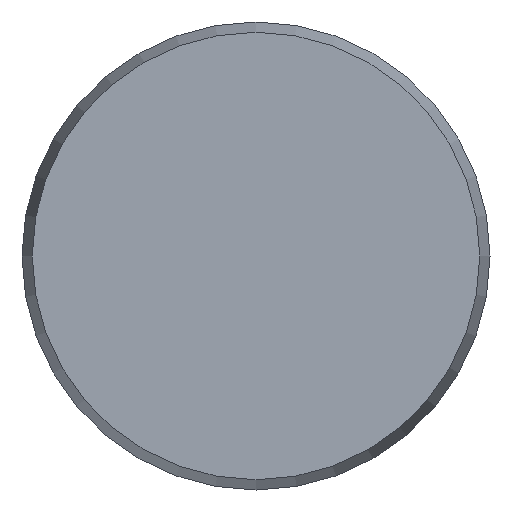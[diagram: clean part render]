
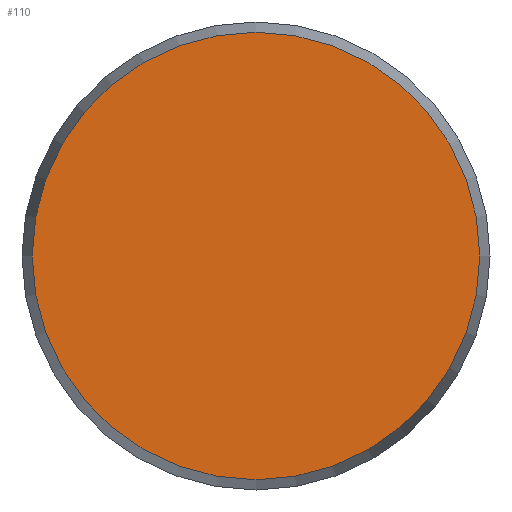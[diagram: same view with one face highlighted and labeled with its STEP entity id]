
A CAD part, front view. The second image highlights one B-rep face of the part: STEP entity #110.
In plain terms, the highlighted planar face has unit normal (0, -1, 0).
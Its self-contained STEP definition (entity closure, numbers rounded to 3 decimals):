
#110 = ADVANCED_FACE( '', ( #235 ), #236, .F. );
#235 = FACE_OUTER_BOUND( '', #376, .T. );
#236 = PLANE( '', #377 );
#376 = EDGE_LOOP( '', ( #646 ) );
#377 = AXIS2_PLACEMENT_3D( '', #647, #648, #649 );
#646 = ORIENTED_EDGE( '', *, *, #788, .T. );
#647 = CARTESIAN_POINT( '', ( 38.25, 0., 0. ) );
#648 = DIRECTION( '', ( 0., 1., 0. ) );
#649 = DIRECTION( '', ( 0., 0., 1. ) );
#788 = EDGE_CURVE( '', #910, #910, #911, .T. );
#910 = VERTEX_POINT( '', #1104 );
#911 = CIRCLE( '', #1105, 38.25 );
#1104 = CARTESIAN_POINT( '', ( 0., 0., -38.25 ) );
#1105 = AXIS2_PLACEMENT_3D( '', #1382, #1383, #1384 );
#1382 = CARTESIAN_POINT( '', ( 0., 0., 0. ) );
#1383 = DIRECTION( '', ( 0., -1., 0. ) );
#1384 = DIRECTION( '', ( 0., 0., -1. ) );
